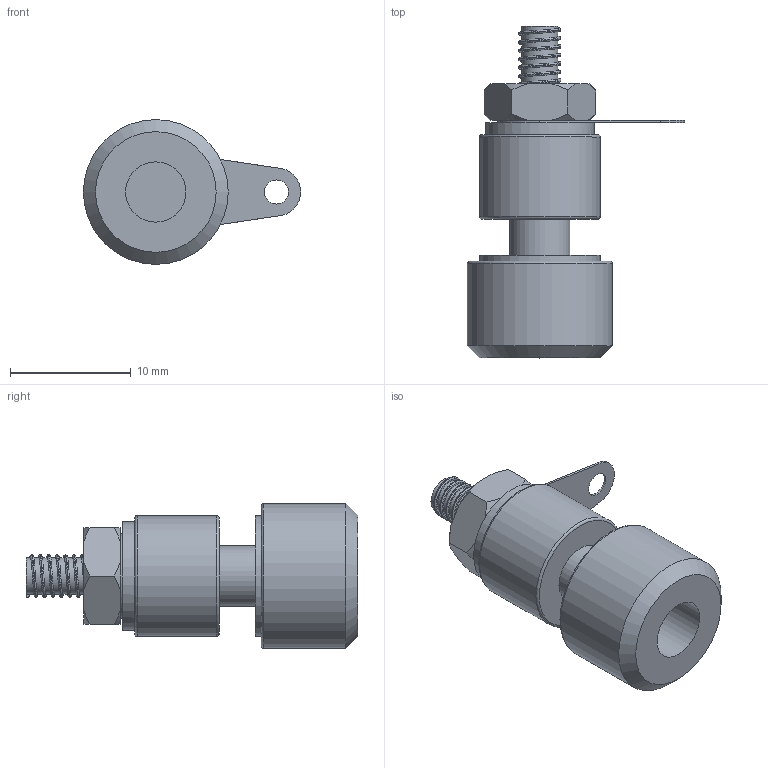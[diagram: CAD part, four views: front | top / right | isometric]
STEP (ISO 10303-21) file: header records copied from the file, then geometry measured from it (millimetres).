
FILE_DESCRIPTION(/* description */ (''),/* implementation_level */ '2;1');
FILE_NAME(/* name */ 'BlackBanana v1.step',/* time_stamp */ '2019-03-20T16:27:42+00:00',/* author */ ('adamshortuk'),/* organization */ (''),/* preprocessor_version */ 'ST-DEVELOPER v17.2',/* originating_system */ 'Autodesk Translation Framework v7.6.0.251',/* authorisation */ '');
FILE_SCHEMA (('AUTOMOTIVE_DESIGN { 1 0 10303 214 3 1 1 }'));
Length unit declared in the file: millimetre
Products named in the file (1): BlackBanana
Bounding box: 18 x 27.5 x 12 mm (x, y, z)
Volume: 1571.2 mm3; surface area: 1577.8 mm2
Topology: 1 solids, 1 shells, 101 faces, 266 edges, 175 vertices
Faces by surface type: cylinder 52, plane 25, cone 13, bspline 8, torus 3
Full cylindrical faces by diameter (mm): 2 x1, 3 x18, 3.5 x16, 4 x1, 5 x3, 9 x1, 10 x2, 12 x1
Entity records: 7036 total; most frequent: CARTESIAN_POINT 4681, ORIENTED_EDGE 536, DIRECTION 396, EDGE_CURVE 268, VERTEX_POINT 177, AXIS2_PLACEMENT_3D 154, EDGE_LOOP 112, FACE_OUTER_BOUND 101
